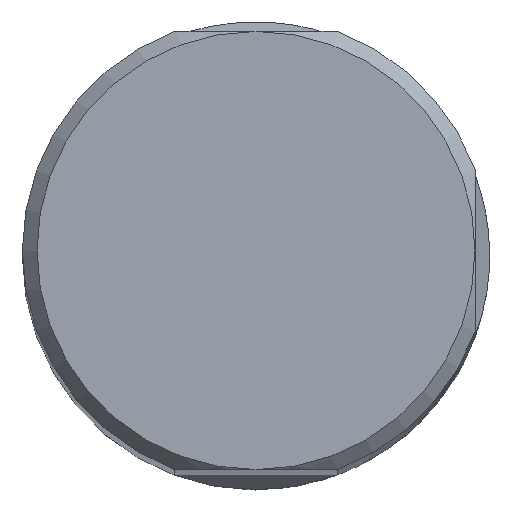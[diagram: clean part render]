
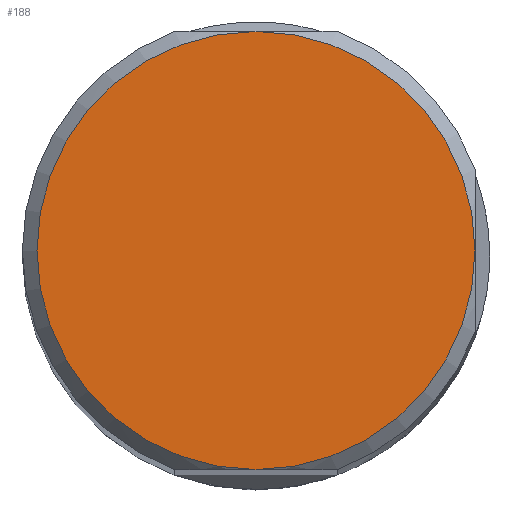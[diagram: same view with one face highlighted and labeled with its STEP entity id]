
A CAD part, top view. The second image highlights one B-rep face of the part: STEP entity #188.
In plain terms, the highlighted planar face has unit normal (0, 0, 1).
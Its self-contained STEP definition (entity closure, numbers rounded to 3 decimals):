
#133=PLANE('',#709);
#156=FACE_OUTER_BOUND('',#297,.T.);
#188=ADVANCED_FACE('',(#156),#133,.F.);
#297=EDGE_LOOP('',(#415,#416,#417));
#415=ORIENTED_EDGE('',*,*,#565,.T.);
#416=ORIENTED_EDGE('',*,*,#568,.T.);
#417=ORIENTED_EDGE('',*,*,#569,.T.);
#503=VERTEX_POINT('',#1049);
#504=VERTEX_POINT('',#1054);
#505=VERTEX_POINT('',#1065);
#565=EDGE_CURVE('',#503,#504,#607,.T.);
#568=EDGE_CURVE('',#504,#505,#608,.T.);
#569=EDGE_CURVE('',#505,#503,#609,.T.);
#607=CIRCLE('',#704,15.);
#608=CIRCLE('',#706,15.);
#609=CIRCLE('',#708,15.);
#704=AXIS2_PLACEMENT_3D('',#1055,#860,#861);
#706=AXIS2_PLACEMENT_3D('',#1066,#864,#865);
#708=AXIS2_PLACEMENT_3D('',#1068,#868,#869);
#709=AXIS2_PLACEMENT_3D('',#1069,#870,#871);
#860=DIRECTION('',(0.,0.,1.));
#861=DIRECTION('',(-1.,0.,0.));
#864=DIRECTION('',(0.,0.,1.));
#865=DIRECTION('',(-1.,0.,0.));
#868=DIRECTION('',(0.,0.,1.));
#869=DIRECTION('',(-1.,0.,0.));
#870=DIRECTION('',(0.,0.,-1.));
#871=DIRECTION('',(1.,0.,0.));
#1049=CARTESIAN_POINT('',(0.,-15.,128.));
#1054=CARTESIAN_POINT('',(15.,0.,128.));
#1055=CARTESIAN_POINT('',(0.,0.,128.));
#1065=CARTESIAN_POINT('',(0.,15.,128.));
#1066=CARTESIAN_POINT('',(0.,0.,128.));
#1068=CARTESIAN_POINT('',(0.,0.,128.));
#1069=CARTESIAN_POINT('',(16.,0.,128.));
